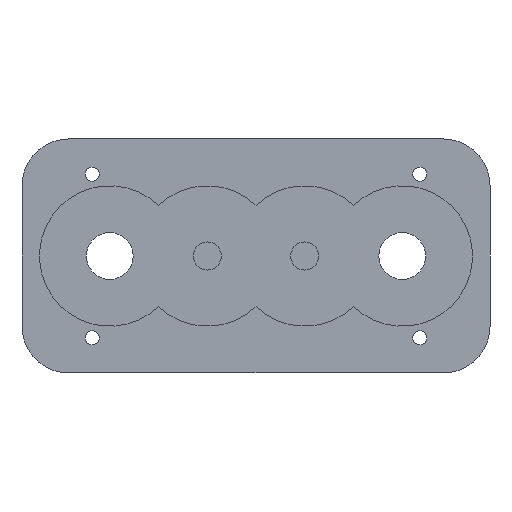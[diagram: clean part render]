
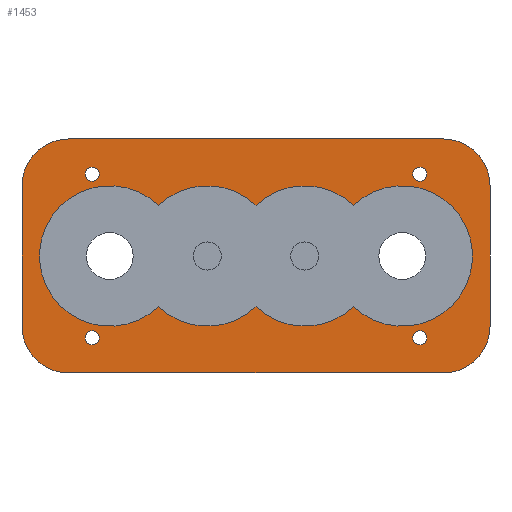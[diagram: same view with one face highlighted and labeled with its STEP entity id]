
A CAD part, front view. The second image highlights one B-rep face of the part: STEP entity #1453.
In plain terms, the highlighted planar face has unit normal (0, -1, 0).
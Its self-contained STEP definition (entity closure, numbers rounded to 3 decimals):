
#347=CARTESIAN_POINT('',(-80.,-15.,-30.));
#348=DIRECTION('',(0.,-1.,0.));
#349=DIRECTION('',(-1.,0.,0.));
#350=AXIS2_PLACEMENT_3D('',#347,#348,#349);
#352=DIRECTION('',(0.,0.,-1.));
#353=VECTOR('',#352,60.);
#354=CARTESIAN_POINT('',(-100.,-15.,30.));
#355=LINE('',#354,#353);
#356=CARTESIAN_POINT('',(-80.,-15.,30.));
#357=DIRECTION('',(0.,-1.,0.));
#358=DIRECTION('',(0.,0.,1.));
#359=AXIS2_PLACEMENT_3D('',#356,#357,#358);
#361=DIRECTION('',(-1.,0.,0.));
#362=VECTOR('',#361,160.);
#363=CARTESIAN_POINT('',(80.,-15.,50.));
#364=LINE('',#363,#362);
#365=CARTESIAN_POINT('',(80.,-15.,30.));
#366=DIRECTION('',(0.,-1.,0.));
#367=DIRECTION('',(1.,0.,0.));
#368=AXIS2_PLACEMENT_3D('',#365,#366,#367);
#370=DIRECTION('',(0.,0.,1.));
#371=VECTOR('',#370,60.);
#372=CARTESIAN_POINT('',(100.,-15.,-30.));
#373=LINE('',#372,#371);
#374=CARTESIAN_POINT('',(80.,-15.,-30.));
#375=DIRECTION('',(0.,-1.,0.));
#376=DIRECTION('',(0.,0.,-1.));
#377=AXIS2_PLACEMENT_3D('',#374,#375,#376);
#379=DIRECTION('',(1.,0.,0.));
#380=VECTOR('',#379,160.);
#381=CARTESIAN_POINT('',(-80.,-15.,-50.));
#382=LINE('',#381,#380);
#383=CARTESIAN_POINT('',(-20.833,-15.,0.));
#384=DIRECTION('',(0.,1.,0.));
#385=DIRECTION('',(-0.694,0.,0.72));
#386=AXIS2_PLACEMENT_3D('',#383,#384,#385);
#388=CARTESIAN_POINT('',(-62.5,-15.,0.));
#389=DIRECTION('',(0.,1.,0.));
#390=DIRECTION('',(0.694,0.,-0.72));
#391=AXIS2_PLACEMENT_3D('',#388,#389,#390);
#393=CARTESIAN_POINT('',(-20.833,-15.,0.));
#394=DIRECTION('',(0.,1.,0.));
#395=DIRECTION('',(0.694,0.,-0.72));
#396=AXIS2_PLACEMENT_3D('',#393,#394,#395);
#398=CARTESIAN_POINT('',(20.833,-15.,0.));
#399=DIRECTION('',(0.,1.,0.));
#400=DIRECTION('',(0.694,0.,-0.72));
#401=AXIS2_PLACEMENT_3D('',#398,#399,#400);
#403=CARTESIAN_POINT('',(62.5,-15.,0.));
#404=DIRECTION('',(0.,1.,0.));
#405=DIRECTION('',(-0.694,0.,0.72));
#406=AXIS2_PLACEMENT_3D('',#403,#404,#405);
#408=CARTESIAN_POINT('',(20.833,-15.,0.));
#409=DIRECTION('',(0.,1.,0.));
#410=DIRECTION('',(-0.694,0.,0.72));
#411=AXIS2_PLACEMENT_3D('',#408,#409,#410);
#413=CARTESIAN_POINT('',(-70.,-15.,35.));
#414=DIRECTION('',(0.,-1.,0.));
#415=DIRECTION('',(1.,0.,0.));
#416=AXIS2_PLACEMENT_3D('',#413,#414,#415);
#418=CARTESIAN_POINT('',(-70.,-15.,35.));
#419=DIRECTION('',(0.,-1.,0.));
#420=DIRECTION('',(-1.,0.,0.));
#421=AXIS2_PLACEMENT_3D('',#418,#419,#420);
#423=CARTESIAN_POINT('',(70.,-15.,35.));
#424=DIRECTION('',(0.,-1.,0.));
#425=DIRECTION('',(1.,0.,0.));
#426=AXIS2_PLACEMENT_3D('',#423,#424,#425);
#428=CARTESIAN_POINT('',(70.,-15.,35.));
#429=DIRECTION('',(0.,-1.,0.));
#430=DIRECTION('',(-1.,0.,0.));
#431=AXIS2_PLACEMENT_3D('',#428,#429,#430);
#433=CARTESIAN_POINT('',(-70.,-15.,-35.));
#434=DIRECTION('',(0.,-1.,0.));
#435=DIRECTION('',(1.,0.,0.));
#436=AXIS2_PLACEMENT_3D('',#433,#434,#435);
#438=CARTESIAN_POINT('',(-70.,-15.,-35.));
#439=DIRECTION('',(0.,-1.,0.));
#440=DIRECTION('',(-1.,0.,0.));
#441=AXIS2_PLACEMENT_3D('',#438,#439,#440);
#443=CARTESIAN_POINT('',(70.,-15.,-35.));
#444=DIRECTION('',(0.,-1.,0.));
#445=DIRECTION('',(1.,0.,0.));
#446=AXIS2_PLACEMENT_3D('',#443,#444,#445);
#448=CARTESIAN_POINT('',(70.,-15.,-35.));
#449=DIRECTION('',(0.,-1.,0.));
#450=DIRECTION('',(-1.,0.,0.));
#451=AXIS2_PLACEMENT_3D('',#448,#449,#450);
#813=CARTESIAN_POINT('',(-100.,-15.,-30.));
#814=CARTESIAN_POINT('',(-80.,-15.,-50.));
#815=VERTEX_POINT('',#813);
#816=VERTEX_POINT('',#814);
#817=CARTESIAN_POINT('',(80.,-15.,-50.));
#818=VERTEX_POINT('',#817);
#819=CARTESIAN_POINT('',(100.,-15.,-30.));
#820=VERTEX_POINT('',#819);
#821=CARTESIAN_POINT('',(100.,-15.,30.));
#822=VERTEX_POINT('',#821);
#823=CARTESIAN_POINT('',(80.,-15.,50.));
#824=VERTEX_POINT('',#823);
#825=CARTESIAN_POINT('',(-80.,-15.,50.));
#826=VERTEX_POINT('',#825);
#827=CARTESIAN_POINT('',(-100.,-15.,30.));
#828=VERTEX_POINT('',#827);
#829=CARTESIAN_POINT('',(-41.667,-15.,21.586));
#830=CARTESIAN_POINT('',(0.,-15.,21.586));
#831=VERTEX_POINT('',#829);
#832=VERTEX_POINT('',#830);
#833=CARTESIAN_POINT('',(41.667,-15.,21.586));
#834=VERTEX_POINT('',#833);
#835=CARTESIAN_POINT('',(41.667,-15.,-21.586));
#836=VERTEX_POINT('',#835);
#837=CARTESIAN_POINT('',(0.,-15.,-21.586));
#838=VERTEX_POINT('',#837);
#839=CARTESIAN_POINT('',(-41.667,-15.,-21.586));
#840=VERTEX_POINT('',#839);
#853=CARTESIAN_POINT('',(-67.,-15.,35.));
#854=CARTESIAN_POINT('',(-73.,-15.,35.));
#855=VERTEX_POINT('',#853);
#856=VERTEX_POINT('',#854);
#857=CARTESIAN_POINT('',(73.,-15.,35.));
#858=CARTESIAN_POINT('',(67.,-15.,35.));
#859=VERTEX_POINT('',#857);
#860=VERTEX_POINT('',#858);
#861=CARTESIAN_POINT('',(-67.,-15.,-35.));
#862=CARTESIAN_POINT('',(-73.,-15.,-35.));
#863=VERTEX_POINT('',#861);
#864=VERTEX_POINT('',#862);
#865=CARTESIAN_POINT('',(73.,-15.,-35.));
#866=CARTESIAN_POINT('',(67.,-15.,-35.));
#867=VERTEX_POINT('',#865);
#868=VERTEX_POINT('',#866);
#1400=CARTESIAN_POINT('',(0.,-15.,0.));
#1401=DIRECTION('',(0.,-1.,0.));
#1402=DIRECTION('',(1.,0.,0.));
#1403=AXIS2_PLACEMENT_3D('',#1400,#1401,#1402);
#1404=PLANE('',#1403);
#1405=ORIENTED_EDGE('',*,*,#1304,.F.);
#1406=ORIENTED_EDGE('',*,*,#1318,.F.);
#1407=ORIENTED_EDGE('',*,*,#1332,.F.);
#1408=ORIENTED_EDGE('',*,*,#1346,.F.);
#1409=ORIENTED_EDGE('',*,*,#1366,.F.);
#1410=ORIENTED_EDGE('',*,*,#1380,.F.);
#1411=ORIENTED_EDGE('',*,*,#1393,.F.);
#1412=ORIENTED_EDGE('',*,*,#1283,.F.);
#1413=EDGE_LOOP('',(#1405,#1406,#1407,#1408,#1409,#1410,#1411,#1412));
#1414=FACE_OUTER_BOUND('',#1413,.F.);
#1416=ORIENTED_EDGE('',*,*,#1415,.F.);
#1418=ORIENTED_EDGE('',*,*,#1417,.F.);
#1420=ORIENTED_EDGE('',*,*,#1419,.F.);
#1422=ORIENTED_EDGE('',*,*,#1421,.F.);
#1424=ORIENTED_EDGE('',*,*,#1423,.F.);
#1426=ORIENTED_EDGE('',*,*,#1425,.F.);
#1427=EDGE_LOOP('',(#1416,#1418,#1420,#1422,#1424,#1426));
#1428=FACE_BOUND('',#1427,.F.);
#1430=ORIENTED_EDGE('',*,*,#1429,.T.);
#1432=ORIENTED_EDGE('',*,*,#1431,.T.);
#1433=EDGE_LOOP('',(#1430,#1432));
#1434=FACE_BOUND('',#1433,.F.);
#1436=ORIENTED_EDGE('',*,*,#1435,.T.);
#1438=ORIENTED_EDGE('',*,*,#1437,.T.);
#1439=EDGE_LOOP('',(#1436,#1438));
#1440=FACE_BOUND('',#1439,.F.);
#1442=ORIENTED_EDGE('',*,*,#1441,.T.);
#1444=ORIENTED_EDGE('',*,*,#1443,.T.);
#1445=EDGE_LOOP('',(#1442,#1444));
#1446=FACE_BOUND('',#1445,.F.);
#1448=ORIENTED_EDGE('',*,*,#1447,.T.);
#1450=ORIENTED_EDGE('',*,*,#1449,.T.);
#1451=EDGE_LOOP('',(#1448,#1450));
#1452=FACE_BOUND('',#1451,.F.);
#1453=ADVANCED_FACE('',(#1414,#1428,#1434,#1440,#1446,#1452),#1404,.T.);
#351=CIRCLE('',#350,20.);
#360=CIRCLE('',#359,20.);
#369=CIRCLE('',#368,20.);
#378=CIRCLE('',#377,20.);
#387=CIRCLE('',#386,30.);
#392=CIRCLE('',#391,30.);
#397=CIRCLE('',#396,30.);
#402=CIRCLE('',#401,30.);
#407=CIRCLE('',#406,30.);
#412=CIRCLE('',#411,30.);
#417=CIRCLE('',#416,3.);
#422=CIRCLE('',#421,3.);
#427=CIRCLE('',#426,3.);
#432=CIRCLE('',#431,3.);
#437=CIRCLE('',#436,3.);
#442=CIRCLE('',#441,3.);
#447=CIRCLE('',#446,3.);
#452=CIRCLE('',#451,3.);
#1283=EDGE_CURVE('',#816,#818,#382,.T.);
#1304=EDGE_CURVE('',#815,#816,#351,.T.);
#1318=EDGE_CURVE('',#828,#815,#355,.T.);
#1332=EDGE_CURVE('',#826,#828,#360,.T.);
#1346=EDGE_CURVE('',#824,#826,#364,.T.);
#1366=EDGE_CURVE('',#822,#824,#369,.T.);
#1380=EDGE_CURVE('',#820,#822,#373,.T.);
#1393=EDGE_CURVE('',#818,#820,#378,.T.);
#1415=EDGE_CURVE('',#831,#832,#387,.T.);
#1417=EDGE_CURVE('',#840,#831,#392,.T.);
#1419=EDGE_CURVE('',#838,#840,#397,.T.);
#1421=EDGE_CURVE('',#836,#838,#402,.T.);
#1423=EDGE_CURVE('',#834,#836,#407,.T.);
#1425=EDGE_CURVE('',#832,#834,#412,.T.);
#1429=EDGE_CURVE('',#855,#856,#417,.T.);
#1431=EDGE_CURVE('',#856,#855,#422,.T.);
#1435=EDGE_CURVE('',#859,#860,#427,.T.);
#1437=EDGE_CURVE('',#860,#859,#432,.T.);
#1441=EDGE_CURVE('',#863,#864,#437,.T.);
#1443=EDGE_CURVE('',#864,#863,#442,.T.);
#1447=EDGE_CURVE('',#867,#868,#447,.T.);
#1449=EDGE_CURVE('',#868,#867,#452,.T.);
